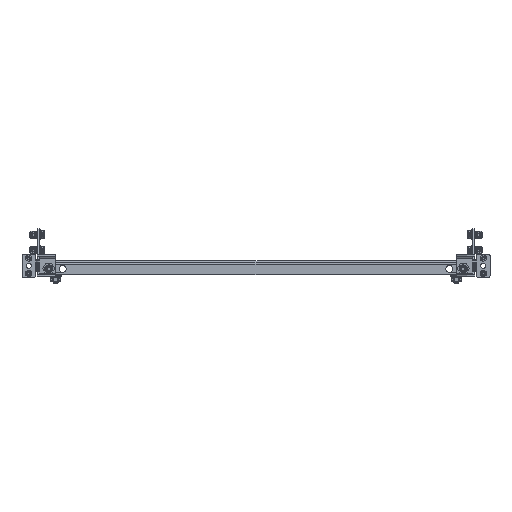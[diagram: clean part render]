
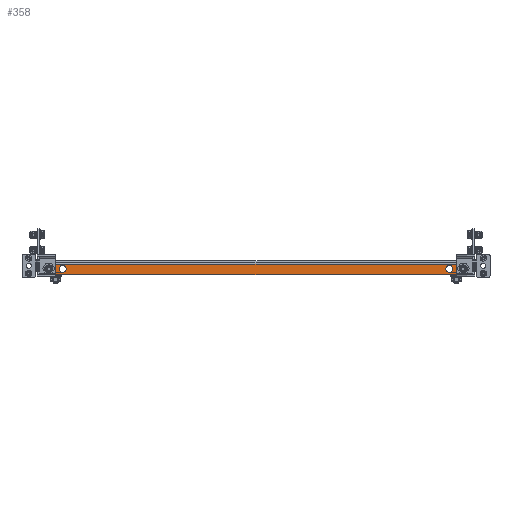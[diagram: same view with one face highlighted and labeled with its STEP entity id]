
A CAD part, front view. The second image highlights one B-rep face of the part: STEP entity #358.
In plain terms, the highlighted planar face has unit normal (0, -1, 0).
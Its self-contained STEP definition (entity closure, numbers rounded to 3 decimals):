
#62 = CARTESIAN_POINT ( 'NONE',  ( -312.5, -1048., -16. ) ) ;
#358 = ADVANCED_FACE ( 'NONE', ( #1833, #3360, #14558, #18624, #11003 ), #5916, .F. ) ;
#385 = AXIS2_PLACEMENT_3D ( 'NONE', #17472, #10995, #10931 ) ;
#386 = CARTESIAN_POINT ( 'NONE',  ( -346.146, -1048., -3.3 ) ) ;
#707 = EDGE_CURVE ( 'NONE', #2867, #16665, #13777, .T. ) ;
#1102 = DIRECTION ( 'NONE',  ( 0., -1., 0. ) ) ;
#1170 = DIRECTION ( 'NONE',  ( 0., -1., 0. ) ) ;
#1190 = ORIENTED_EDGE ( 'NONE', *, *, #1630, .T. ) ;
#1617 = DIRECTION ( 'NONE',  ( 0., 0., 1. ) ) ;
#1630 = EDGE_CURVE ( 'NONE', #3672, #14132, #5624, .T. ) ;
#1833 = FACE_BOUND ( 'NONE', #7336, .T. ) ;
#1926 = CARTESIAN_POINT ( 'NONE',  ( -312.5, -1048., -10.5 ) ) ;
#2162 = EDGE_LOOP ( 'NONE', ( #6201, #18317 ) ) ;
#2287 = VERTEX_POINT ( 'NONE', #2535 ) ;
#2306 = CARTESIAN_POINT ( 'NONE',  ( 341.146, -1048., -20. ) ) ;
#2447 = DIRECTION ( 'NONE',  ( 1., 0., 0. ) ) ;
#2477 = ORIENTED_EDGE ( 'NONE', *, *, #11469, .T. ) ;
#2535 = CARTESIAN_POINT ( 'NONE',  ( -335., -1048., -16. ) ) ;
#2637 = VERTEX_POINT ( 'NONE', #12996 ) ;
#2664 = DIRECTION ( 'NONE',  ( 0., -1., 0. ) ) ;
#2867 = VERTEX_POINT ( 'NONE', #6124 ) ;
#2900 = EDGE_CURVE ( 'NONE', #14132, #4722, #8910, .T. ) ;
#3100 = VERTEX_POINT ( 'NONE', #20920 ) ;
#3208 = AXIS2_PLACEMENT_3D ( 'NONE', #14912, #18336, #8494 ) ;
#3338 = CARTESIAN_POINT ( 'NONE',  ( 346.146, -1048., -15. ) ) ;
#3346 = VECTOR ( 'NONE', #15844, 1000. ) ;
#3360 = FACE_BOUND ( 'NONE', #9304, .T. ) ;
#3672 = VERTEX_POINT ( 'NONE', #386 ) ;
#3827 = DIRECTION ( 'NONE',  ( 0., 0., -1. ) ) ;
#3837 = ORIENTED_EDGE ( 'NONE', *, *, #19048, .T. ) ;
#4238 = VERTEX_POINT ( 'NONE', #16405 ) ;
#4481 = EDGE_LOOP ( 'NONE', ( #16750, #10075, #19425, #6815, #1190, #17199 ) ) ;
#4722 = VERTEX_POINT ( 'NONE', #20533 ) ;
#4969 = DIRECTION ( 'NONE',  ( 0., 0., -1. ) ) ;
#5173 = AXIS2_PLACEMENT_3D ( 'NONE', #14630, #8350, #4969 ) ;
#5436 = AXIS2_PLACEMENT_3D ( 'NONE', #14202, #8122, #1617 ) ;
#5457 = DIRECTION ( 'NONE',  ( 0., -1., 0. ) ) ;
#5527 = DIRECTION ( 'NONE',  ( 0., 0., -1. ) ) ;
#5576 = EDGE_CURVE ( 'NONE', #4722, #20060, #6764, .T. ) ;
#5624 = LINE ( 'NONE', #15831, #19596 ) ;
#5916 = PLANE ( 'NONE',  #5436 ) ;
#6124 = CARTESIAN_POINT ( 'NONE',  ( 312.5, -1048., -5. ) ) ;
#6201 = ORIENTED_EDGE ( 'NONE', *, *, #15525, .F. ) ;
#6280 = CARTESIAN_POINT ( 'NONE',  ( 346.146, -1048., 0. ) ) ;
#6764 = LINE ( 'NONE', #20708, #7806 ) ;
#6815 = ORIENTED_EDGE ( 'NONE', *, *, #9019, .F. ) ;
#7035 = EDGE_CURVE ( 'NONE', #9639, #2287, #11312, .T. ) ;
#7336 = EDGE_LOOP ( 'NONE', ( #11313, #3837 ) ) ;
#7350 = AXIS2_PLACEMENT_3D ( 'NONE', #13544, #18326, #3827 ) ;
#7452 = VECTOR ( 'NONE', #2447, 1000. ) ;
#7720 = EDGE_LOOP ( 'NONE', ( #14146, #18022 ) ) ;
#7806 = VECTOR ( 'NONE', #10999, 1000. ) ;
#8122 = DIRECTION ( 'NONE',  ( 0., 1., 0. ) ) ;
#8350 = DIRECTION ( 'NONE',  ( 0., 1., 0. ) ) ;
#8446 = EDGE_CURVE ( 'NONE', #4238, #13176, #9264, .T. ) ;
#8476 = AXIS2_PLACEMENT_3D ( 'NONE', #15172, #5457, #5527 ) ;
#8494 = DIRECTION ( 'NONE',  ( 0., 0., -1. ) ) ;
#8821 = CIRCLE ( 'NONE', #8476, 5.5 ) ;
#8822 = CARTESIAN_POINT ( 'NONE',  ( 312.5, -1048., -16. ) ) ;
#8910 = CIRCLE ( 'NONE', #14735, 5. ) ;
#8941 = CARTESIAN_POINT ( 'NONE',  ( 341.146, -1048., -15. ) ) ;
#9019 = EDGE_CURVE ( 'NONE', #3672, #18599, #16071, .T. ) ;
#9264 = CIRCLE ( 'NONE', #18012, 5.5 ) ;
#9304 = EDGE_LOOP ( 'NONE', ( #2477, #20022 ) ) ;
#9335 = DIRECTION ( 'NONE',  ( 0., 0., -1. ) ) ;
#9639 = VERTEX_POINT ( 'NONE', #9863 ) ;
#9666 = AXIS2_PLACEMENT_3D ( 'NONE', #8941, #1102, #10555 ) ;
#9863 = CARTESIAN_POINT ( 'NONE',  ( -335., -1048., -5. ) ) ;
#10075 = ORIENTED_EDGE ( 'NONE', *, *, #12551, .T. ) ;
#10327 = CARTESIAN_POINT ( 'NONE',  ( -346.146, -1048., -15. ) ) ;
#10555 = DIRECTION ( 'NONE',  ( 0., 0., 1. ) ) ;
#10775 = DIRECTION ( 'NONE',  ( 0., 0., -1. ) ) ;
#10931 = DIRECTION ( 'NONE',  ( 0., 0., -1. ) ) ;
#10995 = DIRECTION ( 'NONE',  ( 0., 1., 0. ) ) ;
#10999 = DIRECTION ( 'NONE',  ( 1., 0., 0. ) ) ;
#11003 = FACE_OUTER_BOUND ( 'NONE', #4481, .T. ) ;
#11039 = DIRECTION ( 'NONE',  ( 0., 0., 1. ) ) ;
#11290 = EDGE_CURVE ( 'NONE', #2287, #9639, #14050, .T. ) ;
#11313 = ORIENTED_EDGE ( 'NONE', *, *, #15927, .T. ) ;
#11312 = CIRCLE ( 'NONE', #15949, 5.5 ) ;
#11469 = EDGE_CURVE ( 'NONE', #16665, #2867, #20419, .T. ) ;
#11596 = DIRECTION ( 'NONE',  ( 0., 0., -1. ) ) ;
#12229 = EDGE_CURVE ( 'NONE', #18599, #16000, #16319, .T. ) ;
#12551 = EDGE_CURVE ( 'NONE', #20060, #16000, #12972, .T. ) ;
#12712 = CARTESIAN_POINT ( 'NONE',  ( 349.5, -1048., -3.3 ) ) ;
#12789 = CIRCLE ( 'NONE', #5173, 5.5 ) ;
#12972 = CIRCLE ( 'NONE', #9666, 5. ) ;
#12996 = CARTESIAN_POINT ( 'NONE',  ( 335., -1048., -5. ) ) ;
#13176 = VERTEX_POINT ( 'NONE', #62 ) ;
#13544 = CARTESIAN_POINT ( 'NONE',  ( 312.5, -1048., -10.5 ) ) ;
#13777 = CIRCLE ( 'NONE', #7350, 5.5 ) ;
#14050 = CIRCLE ( 'NONE', #19694, 5.5 ) ;
#14132 = VERTEX_POINT ( 'NONE', #10327 ) ;
#14146 = ORIENTED_EDGE ( 'NONE', *, *, #11290, .F. ) ;
#14202 = CARTESIAN_POINT ( 'NONE',  ( -349.5, -1048., 0. ) ) ;
#14558 = FACE_BOUND ( 'NONE', #7720, .T. ) ;
#14630 = CARTESIAN_POINT ( 'NONE',  ( 335., -1048., -10.5 ) ) ;
#14735 = AXIS2_PLACEMENT_3D ( 'NONE', #20814, #16426, #11039 ) ;
#14912 = CARTESIAN_POINT ( 'NONE',  ( 312.5, -1048., -10.5 ) ) ;
#15172 = CARTESIAN_POINT ( 'NONE',  ( -312.5, -1048., -10.5 ) ) ;
#15525 = EDGE_CURVE ( 'NONE', #13176, #4238, #8821, .T. ) ;
#15535 = CARTESIAN_POINT ( 'NONE',  ( -335., -1048., -10.5 ) ) ;
#15598 = DIRECTION ( 'NONE',  ( 0., 0., -1. ) ) ;
#15831 = CARTESIAN_POINT ( 'NONE',  ( -346.146, -1048., 0. ) ) ;
#15844 = DIRECTION ( 'NONE',  ( 0., 0., -1. ) ) ;
#15927 = EDGE_CURVE ( 'NONE', #3100, #2637, #12789, .T. ) ;
#15949 = AXIS2_PLACEMENT_3D ( 'NONE', #15535, #1170, #15598 ) ;
#16000 = VERTEX_POINT ( 'NONE', #3338 ) ;
#16071 = LINE ( 'NONE', #12712, #7452 ) ;
#16319 = LINE ( 'NONE', #6280, #3346 ) ;
#16405 = CARTESIAN_POINT ( 'NONE',  ( -312.5, -1048., -5. ) ) ;
#16426 = DIRECTION ( 'NONE',  ( 0., -1., 0. ) ) ;
#16665 = VERTEX_POINT ( 'NONE', #8822 ) ;
#16750 = ORIENTED_EDGE ( 'NONE', *, *, #5576, .T. ) ;
#17199 = ORIENTED_EDGE ( 'NONE', *, *, #2900, .T. ) ;
#17390 = CARTESIAN_POINT ( 'NONE',  ( -335., -1048., -10.5 ) ) ;
#17472 = CARTESIAN_POINT ( 'NONE',  ( 335., -1048., -10.5 ) ) ;
#17637 = CARTESIAN_POINT ( 'NONE',  ( 346.146, -1048., -3.3 ) ) ;
#18012 = AXIS2_PLACEMENT_3D ( 'NONE', #1926, #18285, #11596 ) ;
#18022 = ORIENTED_EDGE ( 'NONE', *, *, #7035, .F. ) ;
#18285 = DIRECTION ( 'NONE',  ( 0., -1., 0. ) ) ;
#18317 = ORIENTED_EDGE ( 'NONE', *, *, #8446, .F. ) ;
#18326 = DIRECTION ( 'NONE',  ( 0., 1., 0. ) ) ;
#18336 = DIRECTION ( 'NONE',  ( 0., 1., 0. ) ) ;
#18599 = VERTEX_POINT ( 'NONE', #17637 ) ;
#18624 = FACE_BOUND ( 'NONE', #2162, .T. ) ;
#19048 = EDGE_CURVE ( 'NONE', #2637, #3100, #20540, .T. ) ;
#19425 = ORIENTED_EDGE ( 'NONE', *, *, #12229, .F. ) ;
#19596 = VECTOR ( 'NONE', #9335, 1000. ) ;
#19694 = AXIS2_PLACEMENT_3D ( 'NONE', #17390, #2664, #10775 ) ;
#20022 = ORIENTED_EDGE ( 'NONE', *, *, #707, .T. ) ;
#20060 = VERTEX_POINT ( 'NONE', #2306 ) ;
#20419 = CIRCLE ( 'NONE', #3208, 5.5 ) ;
#20533 = CARTESIAN_POINT ( 'NONE',  ( -341.146, -1048., -20. ) ) ;
#20540 = CIRCLE ( 'NONE', #385, 5.5 ) ;
#20708 = CARTESIAN_POINT ( 'NONE',  ( -349.5, -1048., -20. ) ) ;
#20814 = CARTESIAN_POINT ( 'NONE',  ( -341.146, -1048., -15. ) ) ;
#20920 = CARTESIAN_POINT ( 'NONE',  ( 335., -1048., -16. ) ) ;
